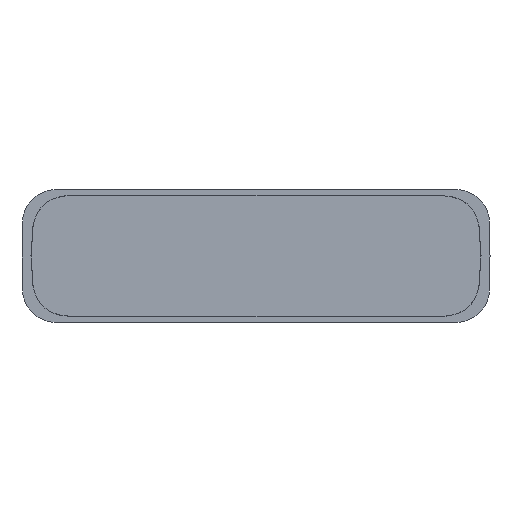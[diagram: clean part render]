
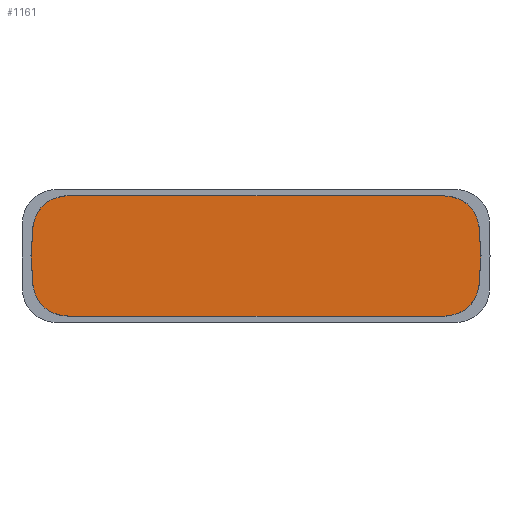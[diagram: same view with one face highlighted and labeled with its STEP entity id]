
A CAD part, top view. The second image highlights one B-rep face of the part: STEP entity #1161.
In plain terms, the highlighted planar face has unit normal (0, 0, 1).
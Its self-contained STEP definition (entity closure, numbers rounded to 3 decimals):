
#721=CARTESIAN_POINT('',(16.479,4.265,1.875));
#722=VERTEX_POINT('',#721);
#723=CARTESIAN_POINT('',(16.768,0.,1.875));
#724=VERTEX_POINT('',#723);
#725=CARTESIAN_POINT('',(16.479,4.265,1.875));
#726=DIRECTION('',(0.068,-0.998,0.0));
#727=VECTOR('',#726,4.275);
#728=LINE('',#725,#727);
#729=EDGE_CURVE('',#722,#724,#728,.T.);
#780=CARTESIAN_POINT('',(16.479,-4.265,1.875));
#781=VERTEX_POINT('',#780);
#782=CARTESIAN_POINT('',(16.768,0.,1.875));
#783=DIRECTION('',(-0.068,-0.998,0.0));
#784=VECTOR('',#783,4.275);
#785=LINE('',#782,#784);
#786=EDGE_CURVE('',#724,#781,#785,.T.);
#827=CARTESIAN_POINT('',(11.256,-8.405,1.875));
#828=VERTEX_POINT('',#827);
#829=CARTESIAN_POINT('',(16.479,-4.265,1.875));
#830=CARTESIAN_POINT('',(15.937,-6.941,1.875));
#831=CARTESIAN_POINT('',(14.199,-8.32,1.875));
#832=CARTESIAN_POINT('',(11.256,-8.405,1.875));
#833=B_SPLINE_CURVE_WITH_KNOTS('',3,(#829,#830,#831,#832),.UNSPECIFIED.,.F.,.U.,(4,4),(0.,1.),.UNSPECIFIED.);
#834=EDGE_CURVE('',#781,#828,#833,.T.);
#861=CARTESIAN_POINT('',(-40.353,-8.405,1.875));
#862=VERTEX_POINT('',#861);
#863=CARTESIAN_POINT('',(11.256,-8.405,1.875));
#864=DIRECTION('',(-1.0,0.,0.0));
#865=VECTOR('',#864,51.609);
#866=LINE('',#863,#865);
#867=EDGE_CURVE('',#828,#862,#866,.T.);
#905=CARTESIAN_POINT('',(-45.575,-4.265,1.875));
#906=VERTEX_POINT('',#905);
#907=CARTESIAN_POINT('',(-40.353,-8.405,1.875));
#908=CARTESIAN_POINT('',(-43.295,-8.32,1.875));
#909=CARTESIAN_POINT('',(-45.033,-6.942,1.875));
#910=CARTESIAN_POINT('',(-45.575,-4.265,1.875));
#911=B_SPLINE_CURVE_WITH_KNOTS('',3,(#907,#908,#909,#910),.UNSPECIFIED.,.F.,.U.,(4,4),(0.,1.),.UNSPECIFIED.);
#912=EDGE_CURVE('',#862,#906,#911,.T.);
#953=CARTESIAN_POINT('',(-45.864,0.,1.875));
#954=VERTEX_POINT('',#953);
#955=CARTESIAN_POINT('',(-45.575,-4.265,1.875));
#956=DIRECTION('',(-0.068,0.998,0.0));
#957=VECTOR('',#956,4.275);
#958=LINE('',#955,#957);
#959=EDGE_CURVE('',#906,#954,#958,.T.);
#1000=CARTESIAN_POINT('',(-45.575,4.265,1.875));
#1001=VERTEX_POINT('',#1000);
#1002=CARTESIAN_POINT('',(-45.864,0.,1.875));
#1003=DIRECTION('',(0.068,0.998,0.0));
#1004=VECTOR('',#1003,4.275);
#1005=LINE('',#1002,#1004);
#1006=EDGE_CURVE('',#954,#1001,#1005,.T.);
#1047=CARTESIAN_POINT('',(-40.353,8.405,1.875));
#1048=VERTEX_POINT('',#1047);
#1049=CARTESIAN_POINT('',(-45.575,4.265,1.875));
#1050=CARTESIAN_POINT('',(-45.034,6.942,1.875));
#1051=CARTESIAN_POINT('',(-43.295,8.32,1.875));
#1052=CARTESIAN_POINT('',(-40.353,8.405,1.875));
#1053=B_SPLINE_CURVE_WITH_KNOTS('',3,(#1049,#1050,#1051,#1052),.UNSPECIFIED.,.F.,.U.,(4,4),(0.,1.),.UNSPECIFIED.);
#1054=EDGE_CURVE('',#1001,#1048,#1053,.T.);
#1081=CARTESIAN_POINT('',(11.256,8.405,1.875));
#1082=VERTEX_POINT('',#1081);
#1083=CARTESIAN_POINT('',(-40.353,8.405,1.875));
#1084=DIRECTION('',(1.0,0.,0.0));
#1085=VECTOR('',#1084,51.609);
#1086=LINE('',#1083,#1085);
#1087=EDGE_CURVE('',#1048,#1082,#1086,.T.);
#1125=CARTESIAN_POINT('',(11.256,8.405,1.875));
#1126=CARTESIAN_POINT('',(14.195,8.319,1.875));
#1127=CARTESIAN_POINT('',(15.933,6.94,1.875));
#1128=CARTESIAN_POINT('',(16.479,4.265,1.875));
#1129=B_SPLINE_CURVE_WITH_KNOTS('',3,(#1125,#1126,#1127,#1128),.UNSPECIFIED.,.F.,.U.,(4,4),(0.,1.),.UNSPECIFIED.);
#1130=EDGE_CURVE('',#1082,#722,#1129,.T.);
#1144=CARTESIAN_POINT('',(-14.549,0.,1.875));
#1145=DIRECTION('',(0.0,0.0,1.0));
#1146=DIRECTION('',(1.0,0.0,0.0));
#1147=AXIS2_PLACEMENT_3D('',#1144,#1145,#1146);
#1148=PLANE('',#1147);
#1149=ORIENTED_EDGE('',*,*,#729,.F.);
#1150=ORIENTED_EDGE('',*,*,#1130,.F.);
#1151=ORIENTED_EDGE('',*,*,#1087,.F.);
#1152=ORIENTED_EDGE('',*,*,#1054,.F.);
#1153=ORIENTED_EDGE('',*,*,#1006,.F.);
#1154=ORIENTED_EDGE('',*,*,#959,.F.);
#1155=ORIENTED_EDGE('',*,*,#912,.F.);
#1156=ORIENTED_EDGE('',*,*,#867,.F.);
#1157=ORIENTED_EDGE('',*,*,#834,.F.);
#1158=ORIENTED_EDGE('',*,*,#786,.F.);
#1159=EDGE_LOOP('',(#1149,#1150,#1151,#1152,#1153,#1154,#1155,#1156,#1157,#1158));
#1160=FACE_OUTER_BOUND('',#1159,.T.);
#1161=ADVANCED_FACE('',(#1160),#1148,.T.);
